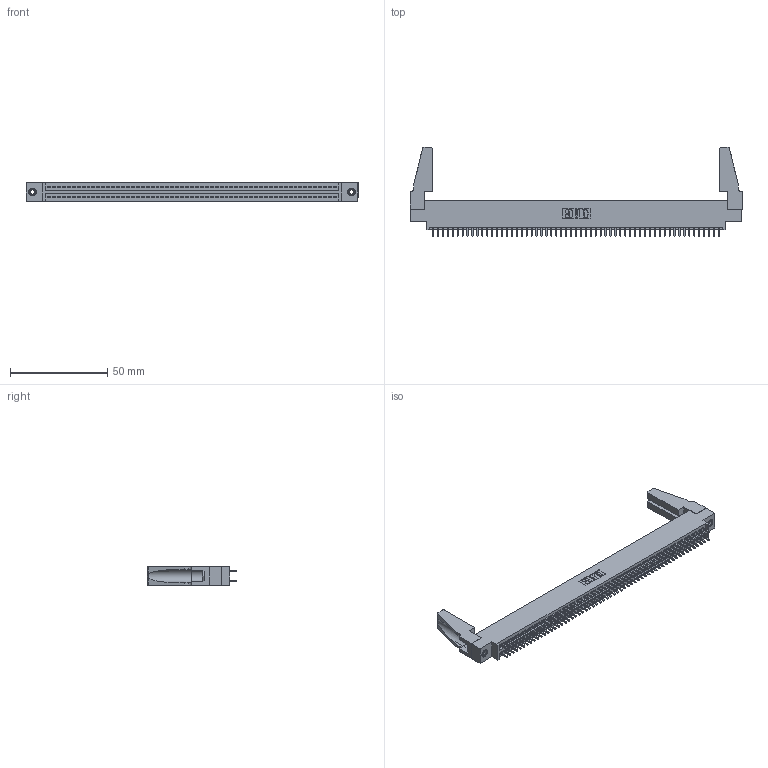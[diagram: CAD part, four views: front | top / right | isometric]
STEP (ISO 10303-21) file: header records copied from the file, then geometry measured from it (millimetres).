
FILE_DESCRIPTION (( 'STEP AP203' ), '1' );
FILE_NAME ('395-118-521-888.STEP', '2019-10-27T23:32:51', ( '' ), ( '' ), 'SwSTEP 2.0', 'SolidWorks 2016', '' );
FILE_SCHEMA (( 'CONFIG_CONTROL_DESIGN' ));
Length unit declared in the file: inch
Products named in the file (5): 345 Part_0.170 Offset - 0.156 Dia-TH; 345-292-001_345-293-121; 345-250-001_345-250-001-102; 345-220-078_345-220-088; 395-118-521-888
Assembly tree (123 placements, depth 2):
  395-118-521-888
    345 Part_0.170 Offset - 0.156 Dia-TH
    345-292-001_345-293-121  x118
    345-250-001_345-250-001-102  x2
    345-220-078_345-220-088  x2
Bounding box: 171.09 x 45.9 x 9.4 mm (x, y, z)
Volume: 19869 mm3; surface area: 27843.4 mm2
Topology: 123 solids, 123 shells, 6154 faces, 18249 edges, 11998 vertices
Faces by surface type: plane 4050, cylinder 2088, cone 12, torus 4
Entity records: 46302 total; most frequent: CARTESIAN_POINT 7742, ORIENTED_EDGE 7636, DIRECTION 6810, EDGE_CURVE 3818, LINE 3408, VECTOR 3408, VERTEX_POINT 2538, AXIS2_PLACEMENT_3D 1701
